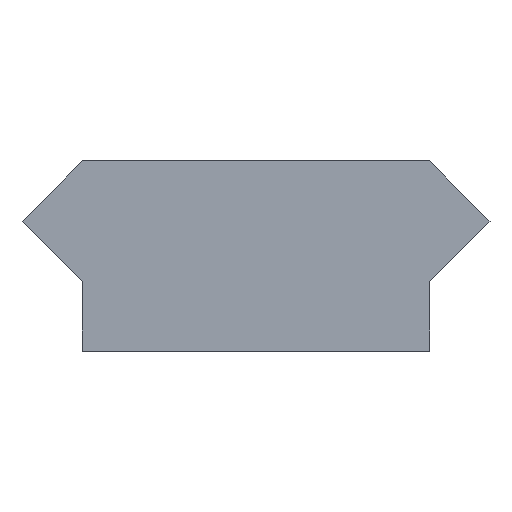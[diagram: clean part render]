
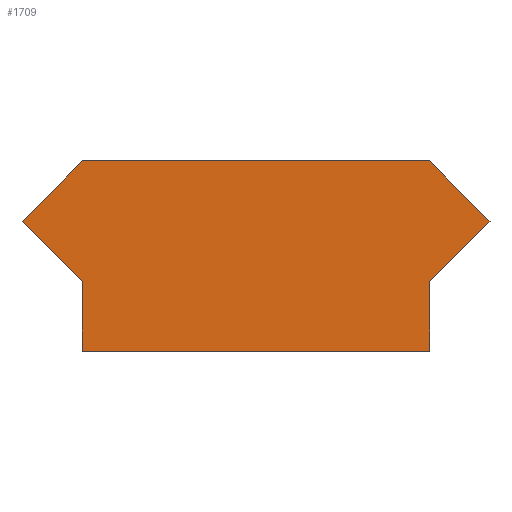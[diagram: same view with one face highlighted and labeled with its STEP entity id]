
A CAD part, front view. The second image highlights one B-rep face of the part: STEP entity #1709.
In plain terms, the highlighted planar face has unit normal (0, -1, 0).
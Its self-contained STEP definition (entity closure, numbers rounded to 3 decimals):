
#119=FACE_OUTER_BOUND('',#215,.T.);
#215=EDGE_LOOP('',(#1483,#1484,#1485,#1486,#1487,#1488,#1489,#1490));
#343=LINE('',#2512,#567);
#349=LINE('',#2528,#573);
#368=LINE('',#2564,#592);
#437=LINE('',#2704,#661);
#447=LINE('',#2727,#671);
#448=LINE('',#2728,#672);
#449=LINE('',#2729,#673);
#450=LINE('',#2730,#674);
#567=VECTOR('',#2049,10.);
#573=VECTOR('',#2063,10.);
#592=VECTOR('',#2084,10.);
#661=VECTOR('',#2203,10.);
#671=VECTOR('',#2225,10.);
#672=VECTOR('',#2226,10.);
#673=VECTOR('',#2227,10.);
#674=VECTOR('',#2228,10.);
#763=VERTEX_POINT('',#2509);
#764=VERTEX_POINT('',#2511);
#769=VERTEX_POINT('',#2525);
#770=VERTEX_POINT('',#2527);
#786=VERTEX_POINT('',#2562);
#832=VERTEX_POINT('',#2702);
#838=VERTEX_POINT('',#2725);
#839=VERTEX_POINT('',#2726);
#959=EDGE_CURVE('',#763,#764,#343,.T.);
#967=EDGE_CURVE('',#769,#770,#349,.T.);
#986=EDGE_CURVE('',#786,#763,#368,.T.);
#1059=EDGE_CURVE('',#832,#786,#437,.T.);
#1070=EDGE_CURVE('',#838,#839,#447,.T.);
#1071=EDGE_CURVE('',#770,#838,#448,.T.);
#1072=EDGE_CURVE('',#764,#769,#449,.T.);
#1073=EDGE_CURVE('',#839,#832,#450,.T.);
#1483=ORIENTED_EDGE('',*,*,#1070,.F.);
#1484=ORIENTED_EDGE('',*,*,#1071,.F.);
#1485=ORIENTED_EDGE('',*,*,#967,.F.);
#1486=ORIENTED_EDGE('',*,*,#1072,.F.);
#1487=ORIENTED_EDGE('',*,*,#959,.F.);
#1488=ORIENTED_EDGE('',*,*,#986,.F.);
#1489=ORIENTED_EDGE('',*,*,#1059,.F.);
#1490=ORIENTED_EDGE('',*,*,#1073,.F.);
#1624=PLANE('',#1824);
#1709=ADVANCED_FACE('',(#119),#1624,.F.);
#1824=AXIS2_PLACEMENT_3D('',#2724,#2223,#2224);
#2049=DIRECTION('',(-1.,0.,0.));
#2063=DIRECTION('',(-0.707,0.,0.707));
#2084=DIRECTION('',(0.,0.,-1.));
#2203=DIRECTION('',(-0.707,0.,-0.707));
#2223=DIRECTION('center_axis',(0.,1.,0.));
#2224=DIRECTION('ref_axis',(-1.,0.,0.));
#2225=DIRECTION('',(1.,0.,0.));
#2226=DIRECTION('',(0.707,0.,0.707));
#2227=DIRECTION('',(0.,0.,1.));
#2228=DIRECTION('',(0.707,0.,-0.707));
#2509=CARTESIAN_POINT('',(7.9,-20.712,55.861));
#2511=CARTESIAN_POINT('',(-7.9,-20.712,55.861));
#2512=CARTESIAN_POINT('',(0.,-20.712,55.861));
#2525=CARTESIAN_POINT('',(-7.9,-20.712,59.019));
#2527=CARTESIAN_POINT('',(-10.65,-20.712,61.769));
#2528=CARTESIAN_POINT('',(-2.686,-20.712,53.805));
#2562=CARTESIAN_POINT('',(7.9,-20.712,59.019));
#2564=CARTESIAN_POINT('',(7.9,-20.712,62.269));
#2702=CARTESIAN_POINT('',(10.65,-20.712,61.769));
#2704=CARTESIAN_POINT('',(13.014,-20.712,64.134));
#2724=CARTESIAN_POINT('Origin',(20.657,-20.712,61.219));
#2725=CARTESIAN_POINT('',(-7.9,-20.712,64.519));
#2726=CARTESIAN_POINT('',(7.9,-20.712,64.519));
#2727=CARTESIAN_POINT('',(-4.9,-20.712,64.519));
#2728=CARTESIAN_POINT('',(-2.961,-20.712,69.459));
#2729=CARTESIAN_POINT('',(-7.9,-20.712,57.519));
#2730=CARTESIAN_POINT('',(11.914,-20.712,60.505));
